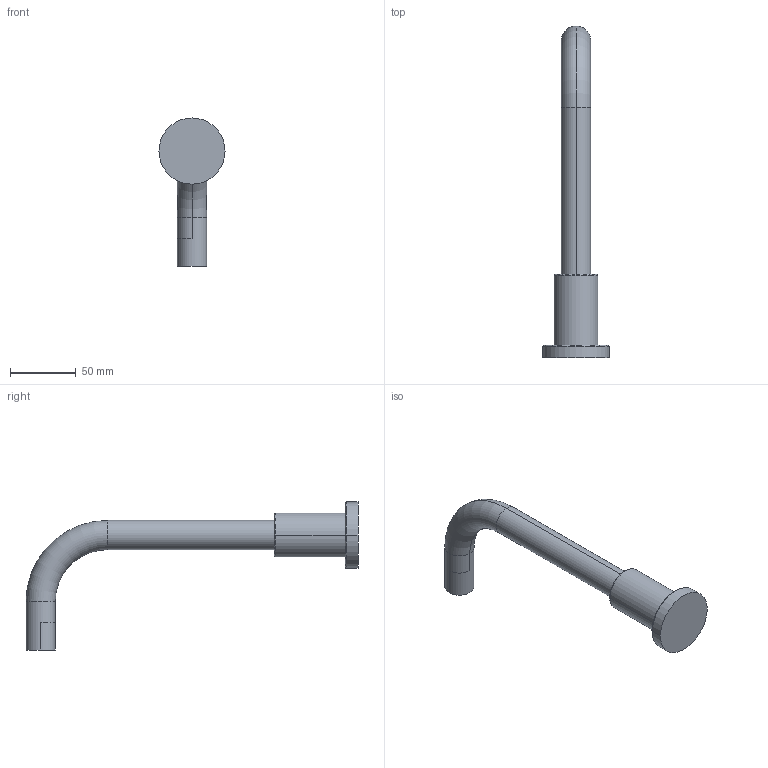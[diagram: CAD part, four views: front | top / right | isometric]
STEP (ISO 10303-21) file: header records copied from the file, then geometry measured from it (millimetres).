
FILE_DESCRIPTION((''),'2;1');
FILE_NAME('3-724','2024-07-31T11:05:32',('rsmith'),(''),'CREO PARAMETRIC BY PTC INC, 2023134','CREO PARAMETRIC BY PTC INC, 2023134','');
FILE_SCHEMA(('CONFIG_CONTROL_DESIGN'));
Length unit declared in the file: inch
Products named in the file (1): 3-724
Bounding box: 50.29 x 252.41 x 112.52 mm (x, y, z)
Volume: 159255.1 mm3; surface area: 29869.5 mm2
Topology: 1 solids, 1 shells, 104 faces, 282 edges, 186 vertices
Faces by surface type: plane 56, cylinder 40, torus 6, cone 2
Entity records: 3356 total; most frequent: DIRECTION 608, CARTESIAN_POINT 572, ORIENTED_EDGE 564, EDGE_CURVE 282, AXIS2_PLACEMENT_3D 222, VERTEX_POINT 186, VECTOR 164, LINE 164
